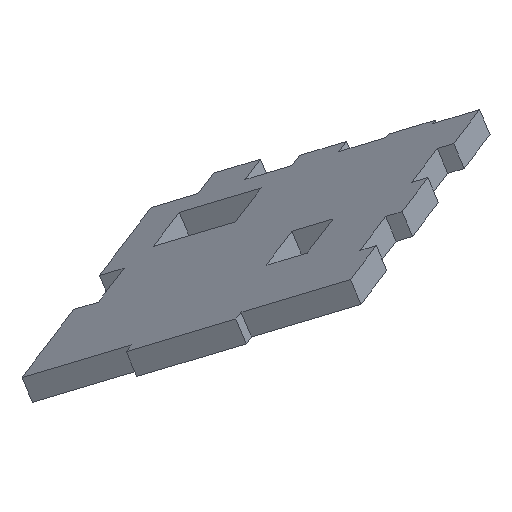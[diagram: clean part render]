
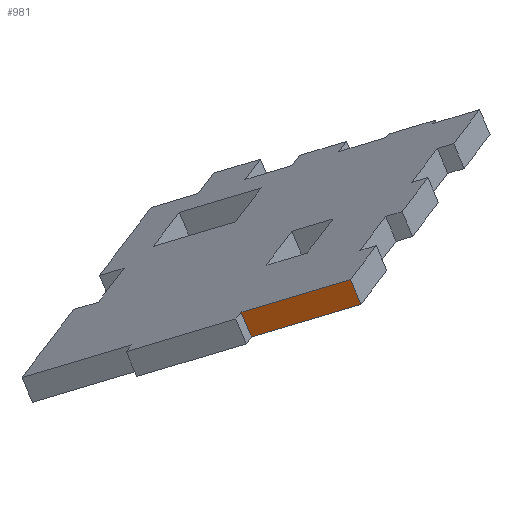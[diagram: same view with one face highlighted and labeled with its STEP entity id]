
A CAD part, front view. The second image highlights one B-rep face of the part: STEP entity #981.
In plain terms, the highlighted planar face has unit normal (-0.278, -0.888, -0.366).
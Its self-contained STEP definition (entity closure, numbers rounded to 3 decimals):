
#192=CARTESIAN_POINT('',(17.828,-49.925,15.113));
#193=VERTEX_POINT('',#192);
#194=CARTESIAN_POINT('',(18.954,-49.174,12.435));
#195=VERTEX_POINT('',#194);
#196=CARTESIAN_POINT('',(17.828,-49.925,15.113));
#197=DIRECTION('',(0.375,0.25,-0.893));
#198=VECTOR('',#197,3.);
#199=LINE('',#196,#198);
#200=EDGE_CURVE('',#193,#195,#199,.T.);
#951=CARTESIAN_POINT('',(13.058,-46.605,10.678));
#952=DIRECTION('',(-0.278,-0.888,-0.366));
#953=DIRECTION('',(0.375,0.25,-0.893));
#954=AXIS2_PLACEMENT_3D('',#951,#952,#953);
#955=PLANE('',#954);
#956=CARTESIAN_POINT('',(29.619,-55.063,18.627));
#957=VERTEX_POINT('',#956);
#958=CARTESIAN_POINT('',(29.619,-55.063,18.627));
#959=DIRECTION('',(-0.884,0.385,-0.264));
#960=VECTOR('',#959,13.333);
#961=LINE('',#958,#960);
#962=EDGE_CURVE('',#957,#193,#961,.T.);
#963=ORIENTED_EDGE('',*,*,#962,.T.);
#964=ORIENTED_EDGE('',*,*,#200,.T.);
#965=CARTESIAN_POINT('',(30.745,-54.312,15.95));
#966=VERTEX_POINT('',#965);
#967=CARTESIAN_POINT('',(18.954,-49.174,12.435));
#968=DIRECTION('',(0.884,-0.385,0.264));
#969=VECTOR('',#968,13.333);
#970=LINE('',#967,#969);
#971=EDGE_CURVE('',#195,#966,#970,.T.);
#972=ORIENTED_EDGE('',*,*,#971,.T.);
#973=CARTESIAN_POINT('',(30.745,-54.312,15.95));
#974=DIRECTION('',(-0.375,-0.25,0.893));
#975=VECTOR('',#974,3.);
#976=LINE('',#973,#975);
#977=EDGE_CURVE('',#966,#957,#976,.T.);
#978=ORIENTED_EDGE('',*,*,#977,.T.);
#979=EDGE_LOOP('',(#963,#964,#972,#978));
#980=FACE_BOUND('',#979,.T.);
#981=ADVANCED_FACE('',(#980),#955,.T.);
